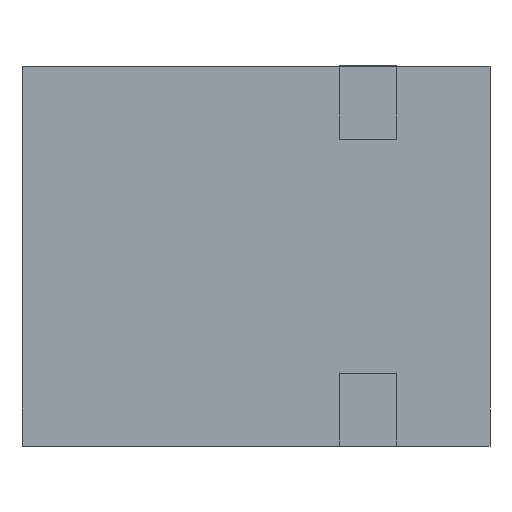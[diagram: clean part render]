
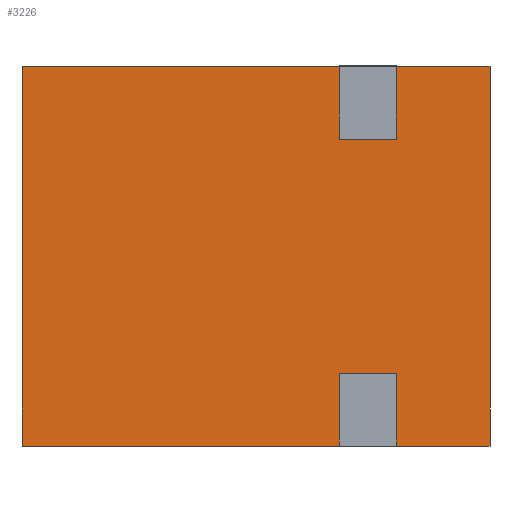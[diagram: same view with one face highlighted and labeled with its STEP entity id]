
A CAD part, front view. The second image highlights one B-rep face of the part: STEP entity #3226.
In plain terms, the highlighted planar face has unit normal (0, -1, 0).
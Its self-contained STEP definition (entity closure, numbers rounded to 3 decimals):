
#191 = VERTEX_POINT ( 'NONE', #9552 ) ;
#514 = EDGE_CURVE ( 'NONE', #8422, #191, #4023, .T. ) ;
#638 = VERTEX_POINT ( 'NONE', #4520 ) ;
#769 = DIRECTION ( 'NONE',  ( 0., 0., 1. ) ) ;
#902 = EDGE_CURVE ( 'NONE', #12867, #12347, #6988, .T. ) ;
#947 = VECTOR ( 'NONE', #13370, 1000. ) ;
#1007 = CARTESIAN_POINT ( 'NONE',  ( 2.7, -3.65, 2.25 ) ) ;
#1485 = EDGE_CURVE ( 'NONE', #12145, #11011, #1917, .T. ) ;
#1626 = CARTESIAN_POINT ( 'NONE',  ( -4.5, -3.65, -3.65 ) ) ;
#1703 = ORIENTED_EDGE ( 'NONE', *, *, #10959, .F. ) ;
#1779 = CARTESIAN_POINT ( 'NONE',  ( 1.6, -3.65, -3.65 ) ) ;
#1917 = LINE ( 'NONE', #11990, #5281 ) ;
#1956 = EDGE_CURVE ( 'NONE', #4133, #12145, #11513, .T. ) ;
#2370 = AXIS2_PLACEMENT_3D ( 'NONE', #8636, #12042, #8731 ) ;
#2409 = CARTESIAN_POINT ( 'NONE',  ( 1.6, -3.65, -3.65 ) ) ;
#2437 = ORIENTED_EDGE ( 'NONE', *, *, #1485, .F. ) ;
#2544 = VECTOR ( 'NONE', #6492, 1000. ) ;
#2563 = LINE ( 'NONE', #4356, #947 ) ;
#2662 = CARTESIAN_POINT ( 'NONE',  ( 2.7, -3.65, -3.65 ) ) ;
#3124 = CARTESIAN_POINT ( 'NONE',  ( -4.5, -3.65, -3.65 ) ) ;
#3226 = ADVANCED_FACE ( 'NONE', ( #11629 ), #9935, .T. ) ;
#3275 = CARTESIAN_POINT ( 'NONE',  ( 1.6, -3.65, 2.25 ) ) ;
#3380 = LINE ( 'NONE', #5140, #9423 ) ;
#3572 = EDGE_CURVE ( 'NONE', #5651, #638, #6083, .T. ) ;
#3593 = CARTESIAN_POINT ( 'NONE',  ( 4.5, -3.65, -3.65 ) ) ;
#3667 = ORIENTED_EDGE ( 'NONE', *, *, #902, .F. ) ;
#3669 = EDGE_CURVE ( 'NONE', #638, #6888, #5716, .T. ) ;
#3697 = VECTOR ( 'NONE', #5805, 1000. ) ;
#4023 = LINE ( 'NONE', #1626, #5256 ) ;
#4133 = VERTEX_POINT ( 'NONE', #1007 ) ;
#4228 = LINE ( 'NONE', #2662, #12448 ) ;
#4356 = CARTESIAN_POINT ( 'NONE',  ( -4.5, -3.65, -3.65 ) ) ;
#4394 = VERTEX_POINT ( 'NONE', #3275 ) ;
#4407 = EDGE_CURVE ( 'NONE', #7005, #5651, #2563, .T. ) ;
#4520 = CARTESIAN_POINT ( 'NONE',  ( -4.5, -3.65, 3.65 ) ) ;
#4571 = LINE ( 'NONE', #2409, #5998 ) ;
#4789 = DIRECTION ( 'NONE',  ( 0., 0., -1. ) ) ;
#4795 = CARTESIAN_POINT ( 'NONE',  ( 2.7, -3.65, 3.65 ) ) ;
#4870 = ORIENTED_EDGE ( 'NONE', *, *, #514, .F. ) ;
#5140 = CARTESIAN_POINT ( 'NONE',  ( 4.5, -3.65, 3.65 ) ) ;
#5187 = ORIENTED_EDGE ( 'NONE', *, *, #12010, .F. ) ;
#5256 = VECTOR ( 'NONE', #10532, 1000. ) ;
#5281 = VECTOR ( 'NONE', #9788, 1000. ) ;
#5651 = VERTEX_POINT ( 'NONE', #3124 ) ;
#5678 = ORIENTED_EDGE ( 'NONE', *, *, #1956, .F. ) ;
#5716 = LINE ( 'NONE', #14791, #8743 ) ;
#5756 = EDGE_CURVE ( 'NONE', #4394, #4133, #12627, .T. ) ;
#5805 = DIRECTION ( 'NONE',  ( 1., 0., 0. ) ) ;
#5998 = VECTOR ( 'NONE', #4789, 1000. ) ;
#6083 = LINE ( 'NONE', #6525, #7140 ) ;
#6358 = CARTESIAN_POINT ( 'NONE',  ( 1.6, -3.65, 3.65 ) ) ;
#6492 = DIRECTION ( 'NONE',  ( -1., 0., 0. ) ) ;
#6525 = CARTESIAN_POINT ( 'NONE',  ( -4.5, -3.65, 3.65 ) ) ;
#6608 = CARTESIAN_POINT ( 'NONE',  ( 2.7, -3.65, -2.25 ) ) ;
#6860 = LINE ( 'NONE', #7675, #12748 ) ;
#6868 = DIRECTION ( 'NONE',  ( 1., 0., 0. ) ) ;
#6888 = VERTEX_POINT ( 'NONE', #6358 ) ;
#6988 = LINE ( 'NONE', #14559, #2544 ) ;
#7005 = VERTEX_POINT ( 'NONE', #1779 ) ;
#7140 = VECTOR ( 'NONE', #769, 1000. ) ;
#7150 = DIRECTION ( 'NONE',  ( 0., 0., 1. ) ) ;
#7675 = CARTESIAN_POINT ( 'NONE',  ( 1.6, -3.65, 3.65 ) ) ;
#8422 = VERTEX_POINT ( 'NONE', #3593 ) ;
#8576 = ORIENTED_EDGE ( 'NONE', *, *, #10260, .F. ) ;
#8636 = CARTESIAN_POINT ( 'NONE',  ( 0., -3.65, 0. ) ) ;
#8731 = DIRECTION ( 'NONE',  ( 0., 0., -1. ) ) ;
#8743 = VECTOR ( 'NONE', #6868, 1000. ) ;
#9082 = ORIENTED_EDGE ( 'NONE', *, *, #4407, .F. ) ;
#9195 = VECTOR ( 'NONE', #7150, 1000. ) ;
#9423 = VECTOR ( 'NONE', #11829, 1000. ) ;
#9552 = CARTESIAN_POINT ( 'NONE',  ( 2.7, -3.65, -3.65 ) ) ;
#9788 = DIRECTION ( 'NONE',  ( 1., 0., 0. ) ) ;
#9935 = PLANE ( 'NONE',  #2370 ) ;
#10260 = EDGE_CURVE ( 'NONE', #11011, #8422, #3380, .T. ) ;
#10341 = ORIENTED_EDGE ( 'NONE', *, *, #5756, .F. ) ;
#10532 = DIRECTION ( 'NONE',  ( -1., 0., 0. ) ) ;
#10616 = DIRECTION ( 'NONE',  ( 0., 0., 1. ) ) ;
#10959 = EDGE_CURVE ( 'NONE', #191, #12867, #4228, .T. ) ;
#11011 = VERTEX_POINT ( 'NONE', #14203 ) ;
#11397 = EDGE_CURVE ( 'NONE', #12347, #7005, #4571, .T. ) ;
#11513 = LINE ( 'NONE', #12891, #9195 ) ;
#11629 = FACE_OUTER_BOUND ( 'NONE', #14690, .T. ) ;
#11712 = ORIENTED_EDGE ( 'NONE', *, *, #3572, .F. ) ;
#11754 = ORIENTED_EDGE ( 'NONE', *, *, #11397, .F. ) ;
#11829 = DIRECTION ( 'NONE',  ( 0., 0., -1. ) ) ;
#11990 = CARTESIAN_POINT ( 'NONE',  ( -4.5, -3.65, 3.65 ) ) ;
#12010 = EDGE_CURVE ( 'NONE', #6888, #4394, #6860, .T. ) ;
#12042 = DIRECTION ( 'NONE',  ( 0., -1., 0. ) ) ;
#12145 = VERTEX_POINT ( 'NONE', #4795 ) ;
#12347 = VERTEX_POINT ( 'NONE', #14542 ) ;
#12356 = ORIENTED_EDGE ( 'NONE', *, *, #3669, .F. ) ;
#12448 = VECTOR ( 'NONE', #10616, 1000. ) ;
#12627 = LINE ( 'NONE', #13804, #3697 ) ;
#12748 = VECTOR ( 'NONE', #14710, 1000. ) ;
#12867 = VERTEX_POINT ( 'NONE', #6608 ) ;
#12891 = CARTESIAN_POINT ( 'NONE',  ( 2.7, -3.65, 3.65 ) ) ;
#13370 = DIRECTION ( 'NONE',  ( -1., 0., 0. ) ) ;
#13804 = CARTESIAN_POINT ( 'NONE',  ( 2.7, -3.65, 2.25 ) ) ;
#14203 = CARTESIAN_POINT ( 'NONE',  ( 4.5, -3.65, 3.65 ) ) ;
#14542 = CARTESIAN_POINT ( 'NONE',  ( 1.6, -3.65, -2.25 ) ) ;
#14559 = CARTESIAN_POINT ( 'NONE',  ( 2.7, -3.65, -2.25 ) ) ;
#14690 = EDGE_LOOP ( 'NONE', ( #2437, #5678, #10341, #5187, #12356, #11712, #9082, #11754, #3667, #1703, #4870, #8576 ) ) ;
#14710 = DIRECTION ( 'NONE',  ( 0., 0., -1. ) ) ;
#14791 = CARTESIAN_POINT ( 'NONE',  ( -4.5, -3.65, 3.65 ) ) ;
